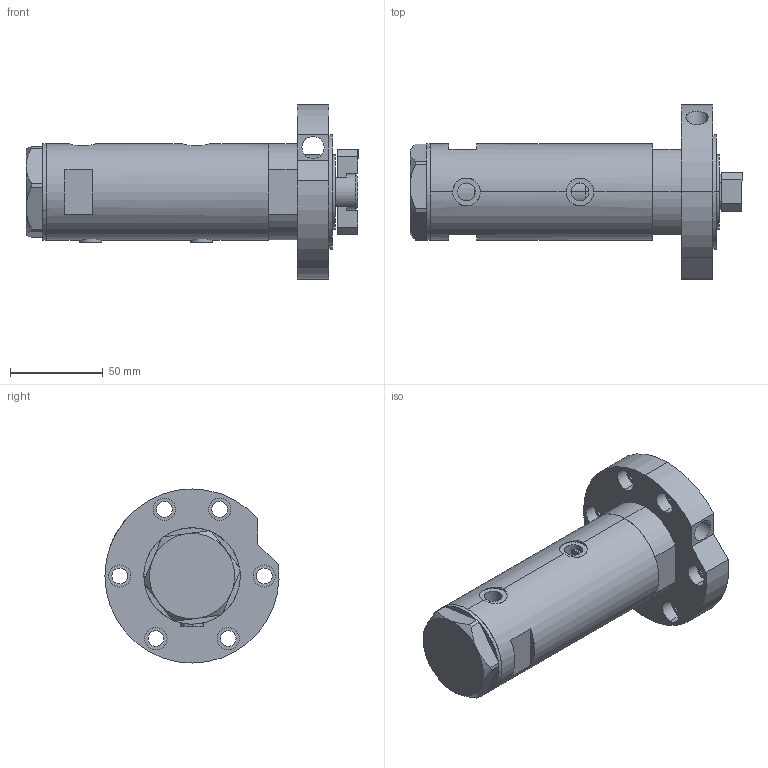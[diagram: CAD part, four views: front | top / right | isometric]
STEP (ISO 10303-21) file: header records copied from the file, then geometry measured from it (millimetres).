
FILE_DESCRIPTION (( 'STEP AP203' ), '1' );
FILE_NAME ('6d36.STEP', '2022-04-15T04:42:35', ( '' ), ( '' ), 'SwSTEP 2.0', 'SolidWorks 2019', '' );
FILE_SCHEMA (( 'CONFIG_CONTROL_DESIGN' ));
Length unit declared in the file: millimetre
Products named in the file (7): V270CG_FRONT 10a56d2d741167e82894892d63818f83; V270CG_VC 10a56d2d741167e82894892d63818f83; V270CG_BACK 10a56d2d741167e82894892d63818f83; 6d36; V270CG_RF211D 10a56d2d741167e82894892d63818f83; V270CG_MIDDLE 10a56d2d741167e82894892d63818f83; V270CG_RF211E 10a56d2d741167e82894892d63818f83
Assembly tree (7 placements, depth 2):
  6d36
    V270CG_MIDDLE 10a56d2d741167e82894892d63818f83
    V270CG_BACK 10a56d2d741167e82894892d63818f83
    V270CG_FRONT 10a56d2d741167e82894892d63818f83
    V270CG_VC 10a56d2d741167e82894892d63818f83
    V270CG_RF211D 10a56d2d741167e82894892d63818f83  x2
    V270CG_RF211E 10a56d2d741167e82894892d63818f83
Bounding box: 179.22 x 93.96 x 94 mm (x, y, z)
Volume: 405537.9 mm3; surface area: 101902.9 mm2
Topology: 7 solids, 7 shells, 224 faces, 531 edges, 335 vertices
Faces by surface type: cylinder 102, plane 102, cone 16, torus 4
Entity records: 7535 total; most frequent: CARTESIAN_POINT 1917, DIRECTION 1075, ORIENTED_EDGE 962, EDGE_CURVE 481, AXIS2_PLACEMENT_3D 432, VERTEX_POINT 303, EDGE_LOOP 252, CIRCLE 218
